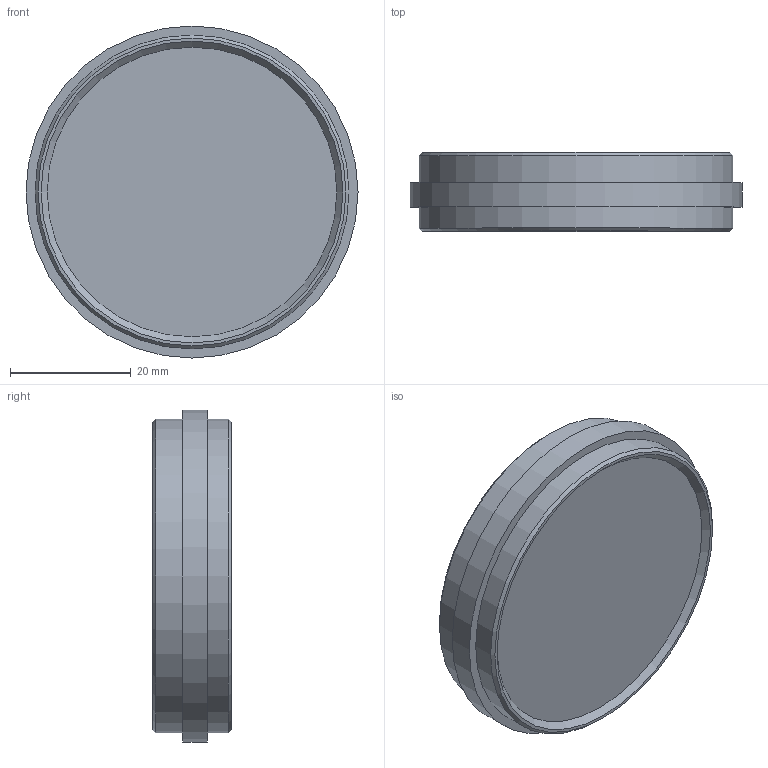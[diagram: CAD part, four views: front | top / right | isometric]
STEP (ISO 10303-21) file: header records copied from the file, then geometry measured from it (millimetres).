
FILE_DESCRIPTION(/* description */ (''),/* implementation_level */ '2;1');
FILE_NAME(/* name */ 'Chambre3.stp',/* time_stamp */ '2019-11-15T08:42:54+01:00',/* author */ ('u226184'),/* organization */ (''),/* preprocessor_version */ 'ST-DEVELOPER v17',/* originating_system */ 'Autodesk Inventor 2018',/* authorisation */ '');
FILE_SCHEMA (('AUTOMOTIVE_DESIGN { 1 0 10303 214 3 1 1 }'));
Length unit declared in the file: millimetre
Products named in the file (1): Chambre3
Bounding box: 55 x 13 x 55 mm (x, y, z)
Volume: 7055.2 mm3; surface area: 8451.3 mm2
Topology: 1 solids, 1 shells, 13 faces, 19 edges, 12 vertices
Faces by surface type: plane 6, cylinder 4, cone 3
Full cylindrical faces by diameter (mm): 50 x1, 52 x2, 55 x1
Entity records: 328 total; most frequent: DIRECTION 59, CARTESIAN_POINT 45, ORIENTED_EDGE 38, AXIS2_PLACEMENT_3D 26, EDGE_CURVE 19, EDGE_LOOP 17, FACE_OUTER_BOUND 13, ADVANCED_FACE 13
